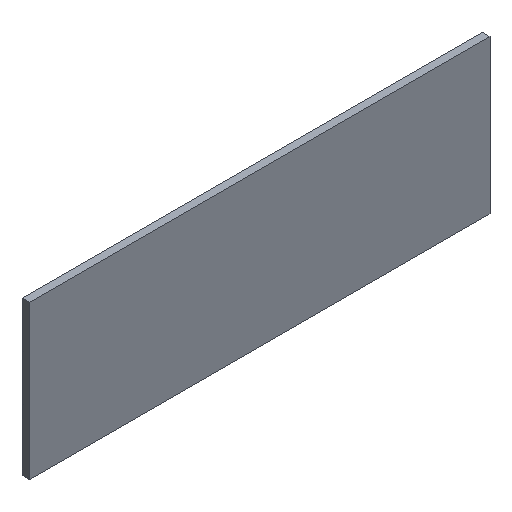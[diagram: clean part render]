
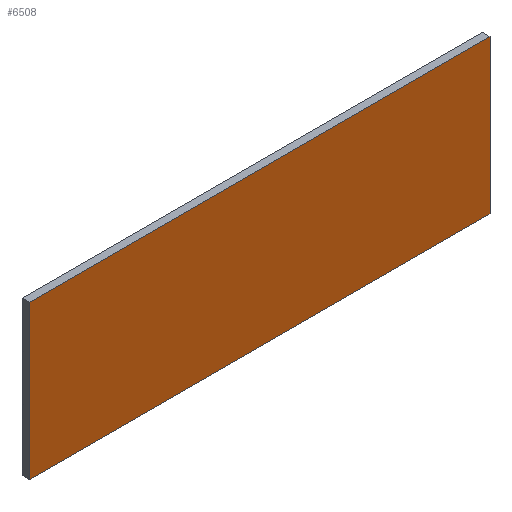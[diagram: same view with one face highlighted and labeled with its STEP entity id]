
A CAD part, isometric view. The second image highlights one B-rep face of the part: STEP entity #6508.
In plain terms, the highlighted planar face has unit normal (0, -1, 0).
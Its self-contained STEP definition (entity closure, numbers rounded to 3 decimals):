
#69 = DIRECTION ( 'NONE',  ( 0., 0., -1. ) ) ;
#99 = ORIENTED_EDGE ( 'NONE', *, *, #11713, .F. ) ;
#338 = CARTESIAN_POINT ( 'NONE',  ( 15., 0., -5. ) ) ;
#463 = CARTESIAN_POINT ( 'NONE',  ( -15., 0., -5. ) ) ;
#808 = EDGE_CURVE ( 'NONE', #4403, #1281, #4418, .T. ) ;
#1281 = VERTEX_POINT ( 'NONE', #6240 ) ;
#1324 = CARTESIAN_POINT ( 'NONE',  ( 15., 0., 5. ) ) ;
#1842 = ORIENTED_EDGE ( 'NONE', *, *, #808, .F. ) ;
#2696 = VERTEX_POINT ( 'NONE', #338 ) ;
#2818 = AXIS2_PLACEMENT_3D ( 'NONE', #7213, #6244, #11059 ) ;
#2864 = EDGE_CURVE ( 'NONE', #6579, #2696, #7861, .T. ) ;
#2887 = DIRECTION ( 'NONE',  ( 1., 0., 0. ) ) ;
#3045 = VECTOR ( 'NONE', #69, 1000. ) ;
#3294 = FACE_OUTER_BOUND ( 'NONE', #6894, .T. ) ;
#4173 = VECTOR ( 'NONE', #2887, 1000. ) ;
#4359 = CARTESIAN_POINT ( 'NONE',  ( -15., 0., -5. ) ) ;
#4403 = VERTEX_POINT ( 'NONE', #5724 ) ;
#4418 = LINE ( 'NONE', #4359, #12211 ) ;
#4697 = CARTESIAN_POINT ( 'NONE',  ( -15., 0., 5. ) ) ;
#5155 = ORIENTED_EDGE ( 'NONE', *, *, #2864, .F. ) ;
#5724 = CARTESIAN_POINT ( 'NONE',  ( -15., 0., -5. ) ) ;
#6240 = CARTESIAN_POINT ( 'NONE',  ( -15., 0., 5. ) ) ;
#6244 = DIRECTION ( 'NONE',  ( 0., 1., 0. ) ) ;
#6508 = ADVANCED_FACE ( 'NONE', ( #3294 ), #11190, .F. ) ;
#6579 = VERTEX_POINT ( 'NONE', #1324 ) ;
#6802 = VECTOR ( 'NONE', #8323, 1000. ) ;
#6894 = EDGE_LOOP ( 'NONE', ( #5155, #99, #1842, #9635 ) ) ;
#7213 = CARTESIAN_POINT ( 'NONE',  ( 0., 0., 0. ) ) ;
#7861 = LINE ( 'NONE', #7989, #3045 ) ;
#7989 = CARTESIAN_POINT ( 'NONE',  ( 15., 0., -5. ) ) ;
#8256 = DIRECTION ( 'NONE',  ( 0., 0., 1. ) ) ;
#8323 = DIRECTION ( 'NONE',  ( -1., 0., 0. ) ) ;
#9277 = LINE ( 'NONE', #463, #6802 ) ;
#9635 = ORIENTED_EDGE ( 'NONE', *, *, #9997, .F. ) ;
#9997 = EDGE_CURVE ( 'NONE', #2696, #4403, #9277, .T. ) ;
#11059 = DIRECTION ( 'NONE',  ( 0., 0., 1. ) ) ;
#11190 = PLANE ( 'NONE',  #2818 ) ;
#11497 = LINE ( 'NONE', #4697, #4173 ) ;
#11713 = EDGE_CURVE ( 'NONE', #1281, #6579, #11497, .T. ) ;
#12211 = VECTOR ( 'NONE', #8256, 1000. ) ;
